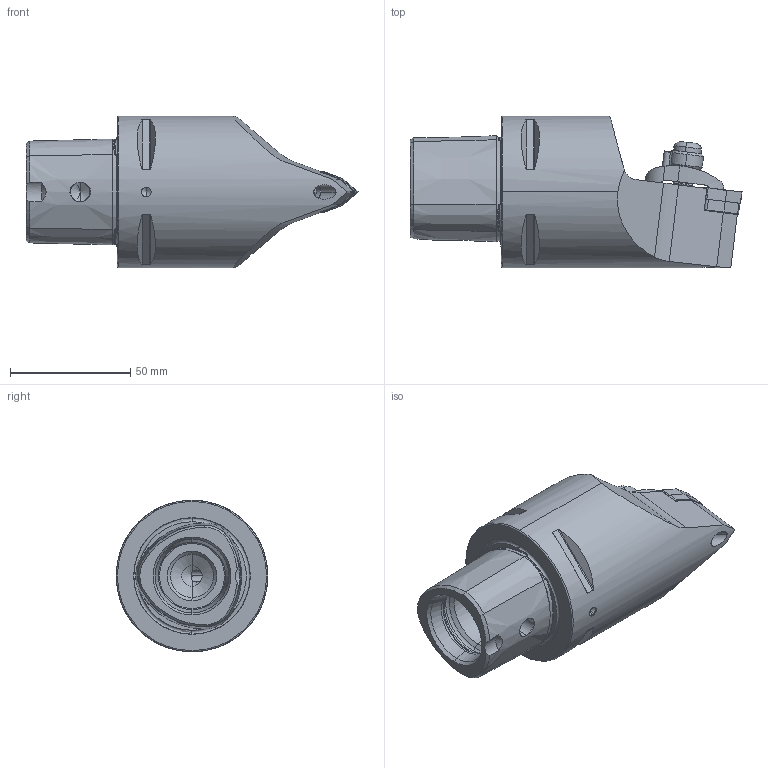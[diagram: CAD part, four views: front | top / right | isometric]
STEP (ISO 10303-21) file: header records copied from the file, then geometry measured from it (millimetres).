
FILE_DESCRIPTION (( 'STEP AP203' ), '1' );
FILE_NAME ('PS6-KWE.NMA.100.STEP', '2013-06-24T14:05:51', ( 'baer' ), ( 'Hewlett-Packard Company' ), 'SwSTEP 2.0', 'SolidWorks 2012', '' );
FILE_SCHEMA (( 'CONFIG_CONTROL_DESIGN' ));
Length unit declared in the file: millimetre
Products named in the file (11): PS6-KWE.NMA.100_A; PS6-KWE.NMA.100; WCC-ER2.001.010_A; WWE-ER2.101.004_A; WNMG080404; ISO 13337 - 3 x 12_PreviewCfg; KVT_MB_600_060; WCC-ER4.103.032_A; WCC-ER5.102.005_A; WCC-ER5.102.012_B; WCC-ER3.102.024_C
Assembly tree (10 placements, depth 2):
  PS6-KWE.NMA.100
    PS6-KWE.NMA.100_A
    WCC-ER3.102.024_C
    WCC-ER5.102.012_B
    WCC-ER5.102.005_A
    WCC-ER4.103.032_A
    KVT_MB_600_060
    ISO 13337 - 3 x 12_PreviewCfg
    WNMG080404
    WWE-ER2.101.004_A
    WCC-ER2.001.010_A
Bounding box: 138 x 63 x 63 mm (x, y, z)
Volume: 222317.7 mm3; surface area: 36993.1 mm2
Topology: 11 solids, 11 shells, 444 faces, 1070 edges, 640 vertices
Faces by surface type: cylinder 134, cone 126, plane 107, torus 57, bspline 18, sphere 2
Entity records: 15381 total; most frequent: CARTESIAN_POINT 4201, DIRECTION 2121, ORIENTED_EDGE 2098, EDGE_CURVE 1049, AXIS2_PLACEMENT_3D 854, VERTEX_POINT 637, EDGE_LOOP 476, FACE_OUTER_BOUND 444
